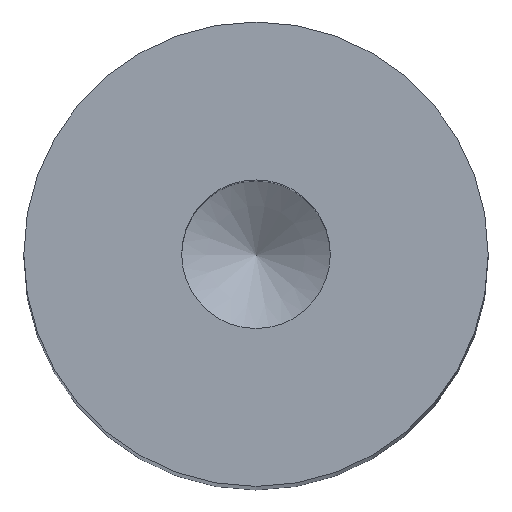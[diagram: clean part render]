
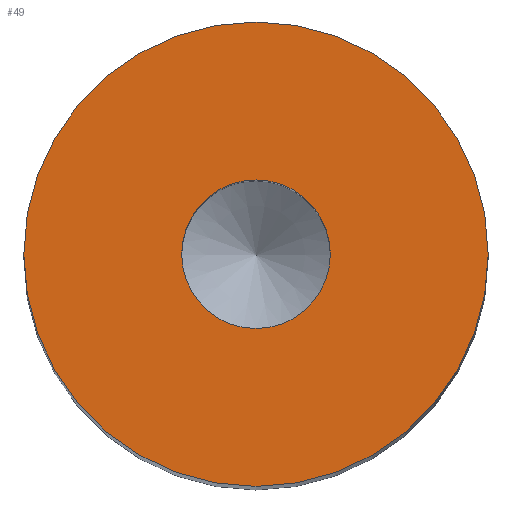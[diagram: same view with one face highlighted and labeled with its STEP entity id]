
A CAD part, top view. The second image highlights one B-rep face of the part: STEP entity #49.
In plain terms, the highlighted planar face has unit normal (0, 0, 1).
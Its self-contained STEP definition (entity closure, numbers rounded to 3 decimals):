
#49=ADVANCED_FACE('',(#58,#59),#56,.T.);
#56=PLANE('',#119);
#58=FACE_BOUND('',#72,.T.);
#59=FACE_BOUND('',#73,.T.);
#72=EDGE_LOOP('',(#84));
#73=EDGE_LOOP('',(#85));
#84=ORIENTED_EDGE('',*,*,#104,.T.);
#85=ORIENTED_EDGE('',*,*,#105,.F.);
#96=VERTEX_POINT('',#160);
#97=VERTEX_POINT('',#162);
#104=EDGE_CURVE('',#96,#96,#110,.T.);
#105=EDGE_CURVE('',#97,#97,#111,.T.);
#110=CIRCLE('',#117,1.6);
#111=CIRCLE('',#118,5.);
#117=AXIS2_PLACEMENT_3D('',#159,#132,#133);
#118=AXIS2_PLACEMENT_3D('',#161,#134,#135);
#119=AXIS2_PLACEMENT_3D('',#163,#136,#137);
#132=DIRECTION('',(0.,0.,-1.));
#133=DIRECTION('',(-1.,0.,0.));
#134=DIRECTION('',(0.,0.,-1.));
#135=DIRECTION('',(1.,0.,0.));
#136=DIRECTION('',(0.,0.,1.));
#137=DIRECTION('',(1.,0.,0.));
#159=CARTESIAN_POINT('',(0.,0.,44.));
#160=CARTESIAN_POINT('',(-1.6,0.,44.));
#161=CARTESIAN_POINT('',(0.,0.,44.));
#162=CARTESIAN_POINT('',(5.,0.,44.));
#163=CARTESIAN_POINT('',(0.,0.,44.));
